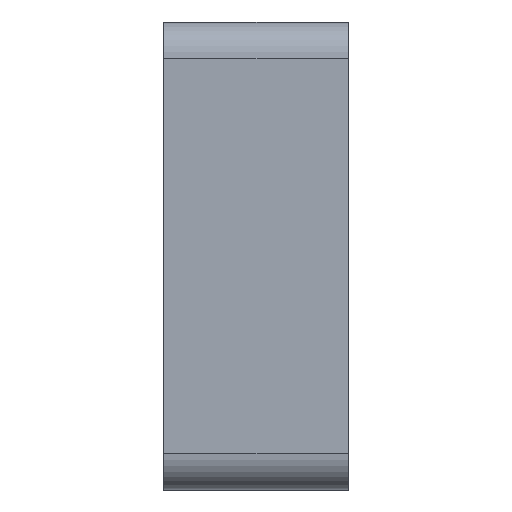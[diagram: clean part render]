
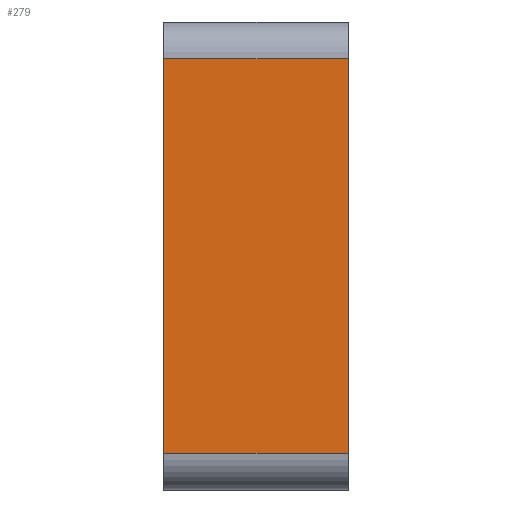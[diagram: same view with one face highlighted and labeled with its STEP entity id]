
A CAD part, left-side view. The second image highlights one B-rep face of the part: STEP entity #279.
In plain terms, the highlighted planar face has unit normal (-1, 0, 0).
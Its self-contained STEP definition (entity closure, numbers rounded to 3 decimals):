
#24=PLANE('',#332);
#37=FACE_OUTER_BOUND('',#53,.T.);
#53=EDGE_LOOP('',(#240,#241,#242,#243));
#66=LINE('',#448,#85);
#71=LINE('',#475,#90);
#72=LINE('',#478,#91);
#76=LINE('',#499,#95);
#85=VECTOR('',#358,10.);
#90=VECTOR('',#387,10.);
#91=VECTOR('',#390,10.);
#95=VECTOR('',#416,10.);
#126=VERTEX_POINT('',#445);
#127=VERTEX_POINT('',#447);
#137=VERTEX_POINT('',#473);
#138=VERTEX_POINT('',#477);
#156=EDGE_CURVE('',#127,#126,#66,.T.);
#170=EDGE_CURVE('',#137,#126,#71,.T.);
#171=EDGE_CURVE('',#127,#138,#72,.T.);
#182=EDGE_CURVE('',#137,#138,#76,.T.);
#240=ORIENTED_EDGE('',*,*,#170,.F.);
#241=ORIENTED_EDGE('',*,*,#182,.T.);
#242=ORIENTED_EDGE('',*,*,#171,.F.);
#243=ORIENTED_EDGE('',*,*,#156,.T.);
#279=ADVANCED_FACE('',(#37),#24,.T.);
#332=AXIS2_PLACEMENT_3D('',#498,#414,#415);
#358=DIRECTION('',(0.,0.,-1.));
#387=DIRECTION('',(0.,1.,0.));
#390=DIRECTION('',(0.,-1.,0.));
#414=DIRECTION('center_axis',(-1.,0.,0.));
#415=DIRECTION('ref_axis',(0.,0.,1.));
#416=DIRECTION('',(0.,0.,1.));
#445=CARTESIAN_POINT('',(-31.,5.,-5.35));
#447=CARTESIAN_POINT('',(-31.,5.,5.35));
#448=CARTESIAN_POINT('',(-31.,5.,-6.35));
#473=CARTESIAN_POINT('',(-31.,0.,-5.35));
#475=CARTESIAN_POINT('',(-31.,0.,-5.35));
#477=CARTESIAN_POINT('',(-31.,0.,5.35));
#478=CARTESIAN_POINT('',(-31.,0.,5.35));
#498=CARTESIAN_POINT('Origin',(-31.,0.,6.35));
#499=CARTESIAN_POINT('',(-31.,0.,-6.35));
